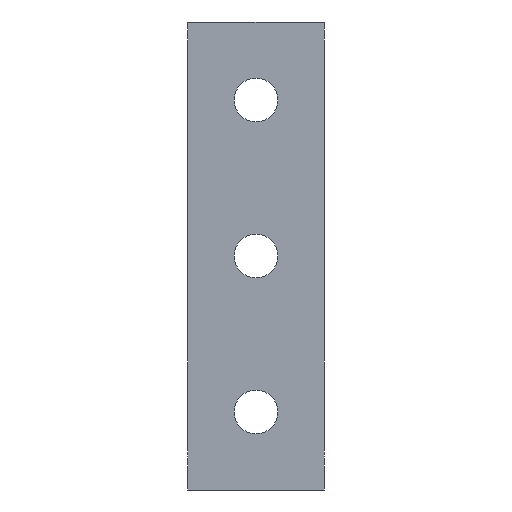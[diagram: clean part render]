
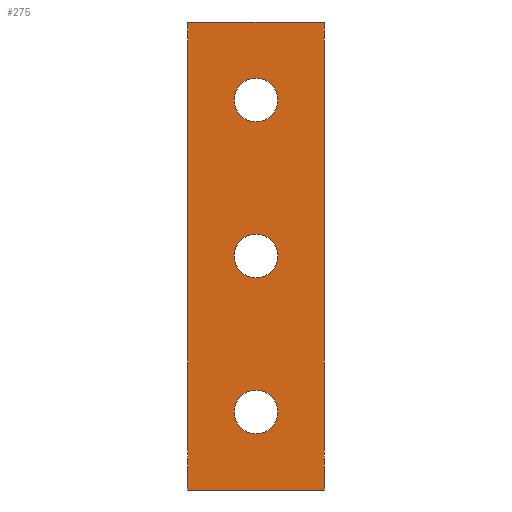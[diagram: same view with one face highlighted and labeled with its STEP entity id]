
A CAD part, front view. The second image highlights one B-rep face of the part: STEP entity #275.
In plain terms, the highlighted planar face has unit normal (0, -1, 0).
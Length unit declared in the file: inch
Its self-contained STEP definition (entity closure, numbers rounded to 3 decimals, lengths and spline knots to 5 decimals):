
#20=PLANE('',#305);
#26=LINE('',#423,#41);
#28=LINE('',#435,#43);
#29=LINE('',#437,#44);
#30=LINE('',#439,#45);
#41=VECTOR('',#341,39.37008);
#43=VECTOR('',#353,39.37008);
#44=VECTOR('',#354,39.37008);
#45=VECTOR('',#355,39.37008);
#60=ORIENTED_EDGE('',*,*,#126,.T.);
#61=ORIENTED_EDGE('',*,*,#127,.T.);
#62=ORIENTED_EDGE('',*,*,#128,.T.);
#63=ORIENTED_EDGE('',*,*,#129,.T.);
#64=ORIENTED_EDGE('',*,*,#130,.F.);
#65=ORIENTED_EDGE('',*,*,#131,.F.);
#66=ORIENTED_EDGE('',*,*,#123,.T.);
#123=EDGE_CURVE('',#157,#156,#26,.T.);
#126=EDGE_CURVE('',#159,#159,#183,.T.);
#127=EDGE_CURVE('',#160,#160,#184,.T.);
#128=EDGE_CURVE('',#161,#161,#185,.T.);
#129=EDGE_CURVE('',#156,#162,#28,.T.);
#130=EDGE_CURVE('',#163,#162,#29,.T.);
#131=EDGE_CURVE('',#157,#163,#30,.T.);
#156=VERTEX_POINT('',#422);
#157=VERTEX_POINT('',#424);
#159=VERTEX_POINT('',#430);
#160=VERTEX_POINT('',#432);
#161=VERTEX_POINT('',#434);
#162=VERTEX_POINT('',#436);
#163=VERTEX_POINT('',#438);
#183=CIRCLE('',#306,0.1405);
#184=CIRCLE('',#307,0.1405);
#185=CIRCLE('',#308,0.1405);
#200=EDGE_LOOP('',(#60));
#201=EDGE_LOOP('',(#61));
#202=EDGE_LOOP('',(#62));
#203=EDGE_LOOP('',(#63,#64,#65,#66));
#233=FACE_BOUND('',#200,.T.);
#234=FACE_BOUND('',#201,.T.);
#235=FACE_BOUND('',#202,.T.);
#236=FACE_BOUND('',#203,.T.);
#275=ADVANCED_FACE('',(#233,#234,#235,#236),#20,.F.);
#305=AXIS2_PLACEMENT_3D('',#428,#345,#346);
#306=AXIS2_PLACEMENT_3D('',#429,#347,#348);
#307=AXIS2_PLACEMENT_3D('',#431,#349,#350);
#308=AXIS2_PLACEMENT_3D('',#433,#351,#352);
#341=DIRECTION('',(-1.,0.,0.));
#345=DIRECTION('',(0.,1.,0.));
#346=DIRECTION('',(0.,0.,1.));
#347=DIRECTION('',(0.,1.,0.));
#348=DIRECTION('',(1.,0.,0.));
#349=DIRECTION('',(0.,1.,0.));
#350=DIRECTION('',(1.,0.,0.));
#351=DIRECTION('',(0.,1.,0.));
#352=DIRECTION('',(1.,0.,0.));
#353=DIRECTION('',(0.,0.,-1.));
#354=DIRECTION('',(-1.,0.,0.));
#355=DIRECTION('',(0.,0.,-1.));
#422=CARTESIAN_POINT('',(-0.4375,0.,3.));
#423=CARTESIAN_POINT('',(0.4375,0.,3.));
#424=CARTESIAN_POINT('',(0.4375,0.,3.));
#428=CARTESIAN_POINT('',(0.4375,0.,3.));
#429=CARTESIAN_POINT('',(0.,0.,2.5));
#430=CARTESIAN_POINT('',(0.1405,0.,2.5));
#431=CARTESIAN_POINT('',(0.,0.,1.5));
#432=CARTESIAN_POINT('',(0.1405,0.,1.5));
#433=CARTESIAN_POINT('',(0.,0.,0.5));
#434=CARTESIAN_POINT('',(0.1405,0.,0.5));
#435=CARTESIAN_POINT('',(-0.4375,0.,3.));
#436=CARTESIAN_POINT('',(-0.4375,0.,0.));
#437=CARTESIAN_POINT('',(0.4375,0.,0.));
#438=CARTESIAN_POINT('',(0.4375,0.,0.));
#439=CARTESIAN_POINT('',(0.4375,0.,3.));
